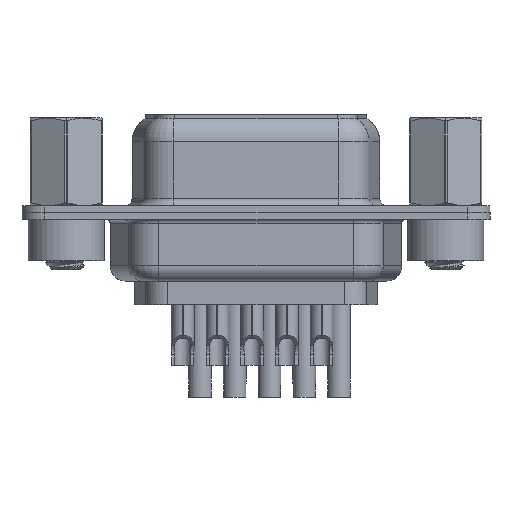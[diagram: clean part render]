
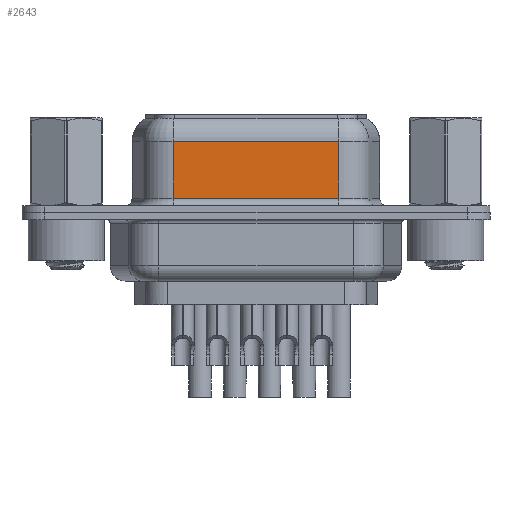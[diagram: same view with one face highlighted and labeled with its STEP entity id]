
A CAD part, front view. The second image highlights one B-rep face of the part: STEP entity #2643.
In plain terms, the highlighted planar face has unit normal (0, -1, 0).
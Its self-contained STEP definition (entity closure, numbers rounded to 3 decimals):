
#60 = PLANE ( 'NONE',  #2351 ) ;
#1719 = DIRECTION ( 'NONE',  ( 0., 0., -1. ) ) ;
#2209 = VECTOR ( 'NONE', #28074, 1000. ) ;
#2351 = AXIS2_PLACEMENT_3D ( 'NONE', #4963, #11157, #24801 ) ;
#2609 = VECTOR ( 'NONE', #18584, 1000. ) ;
#2643 = ADVANCED_FACE ( 'NONE', ( #21677 ), #60, .F. ) ;
#3345 = LINE ( 'NONE', #16286, #2609 ) ;
#4886 = ORIENTED_EDGE ( 'NONE', *, *, #12287, .T. ) ;
#4963 = CARTESIAN_POINT ( 'NONE',  ( 17.957, -3.95, 6.45 ) ) ;
#5121 = CARTESIAN_POINT ( 'NONE',  ( 17.957, -3.95, 6.45 ) ) ;
#5643 = EDGE_CURVE ( 'NONE', #8618, #8250, #8226, .T. ) ;
#6371 = CARTESIAN_POINT ( 'NONE',  ( 17.957, -3.95, 0.95 ) ) ;
#6883 = CARTESIAN_POINT ( 'NONE',  ( 7.033, -3.95, 0.95 ) ) ;
#7401 = DIRECTION ( 'NONE',  ( 0., 0., -1. ) ) ;
#8226 = LINE ( 'NONE', #14422, #2209 ) ;
#8250 = VERTEX_POINT ( 'NONE', #28784 ) ;
#8618 = VERTEX_POINT ( 'NONE', #19485 ) ;
#10306 = VECTOR ( 'NONE', #7401, 1000. ) ;
#11157 = DIRECTION ( 'NONE',  ( 0., 1., 0. ) ) ;
#12287 = EDGE_CURVE ( 'NONE', #13028, #25157, #3345, .T. ) ;
#13028 = VERTEX_POINT ( 'NONE', #6883 ) ;
#13868 = EDGE_CURVE ( 'NONE', #8618, #25157, #18525, .T. ) ;
#13885 = VECTOR ( 'NONE', #1719, 1000. ) ;
#14422 = CARTESIAN_POINT ( 'NONE',  ( 17.957, -3.95, 4.7 ) ) ;
#14610 = LINE ( 'NONE', #28948, #13885 ) ;
#15502 = EDGE_LOOP ( 'NONE', ( #21460, #18989, #26849, #4886 ) ) ;
#16286 = CARTESIAN_POINT ( 'NONE',  ( 17.957, -3.95, 0.95 ) ) ;
#18525 = LINE ( 'NONE', #5121, #10306 ) ;
#18584 = DIRECTION ( 'NONE',  ( 1., 0., 0. ) ) ;
#18989 = ORIENTED_EDGE ( 'NONE', *, *, #5643, .T. ) ;
#19485 = CARTESIAN_POINT ( 'NONE',  ( 17.957, -3.95, 4.7 ) ) ;
#21460 = ORIENTED_EDGE ( 'NONE', *, *, #13868, .F. ) ;
#21677 = FACE_OUTER_BOUND ( 'NONE', #15502, .T. ) ;
#24801 = DIRECTION ( 'NONE',  ( 0., 0., 1. ) ) ;
#25157 = VERTEX_POINT ( 'NONE', #6371 ) ;
#26124 = EDGE_CURVE ( 'NONE', #8250, #13028, #14610, .T. ) ;
#26849 = ORIENTED_EDGE ( 'NONE', *, *, #26124, .T. ) ;
#28074 = DIRECTION ( 'NONE',  ( -1., 0., 0. ) ) ;
#28784 = CARTESIAN_POINT ( 'NONE',  ( 7.033, -3.95, 4.7 ) ) ;
#28948 = CARTESIAN_POINT ( 'NONE',  ( 7.033, -3.95, 6.45 ) ) ;
